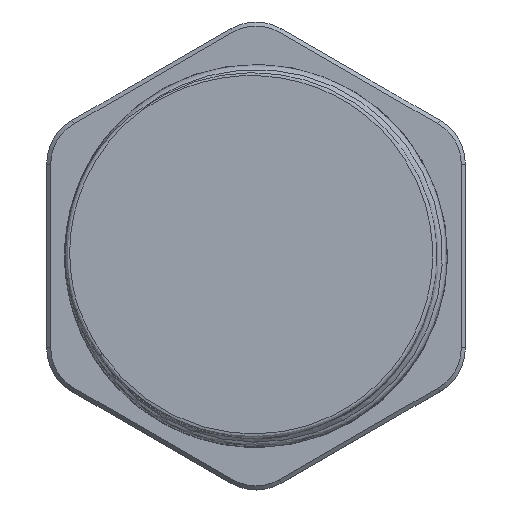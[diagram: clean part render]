
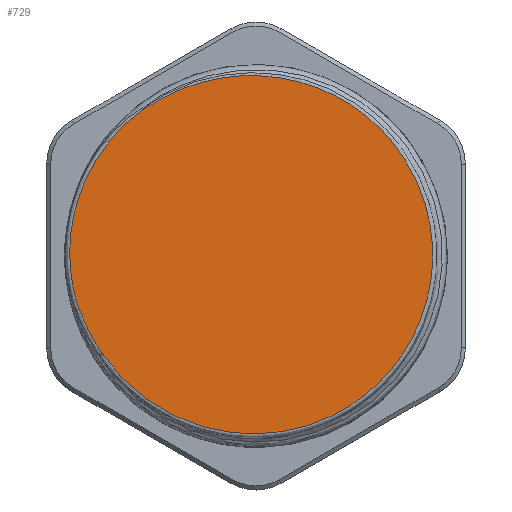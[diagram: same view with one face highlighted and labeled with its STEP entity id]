
A CAD part, top view. The second image highlights one B-rep face of the part: STEP entity #729.
In plain terms, the highlighted planar face has unit normal (0, 0, 1).
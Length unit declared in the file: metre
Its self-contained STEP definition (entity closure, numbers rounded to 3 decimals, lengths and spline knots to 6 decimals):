
#40=B_SPLINE_CURVE_WITH_KNOTS('',3,(#1239,#1240,#1241,#1242,#1243,#1244,
#1245,#1246,#1247,#1248,#1249,#1250,#1251,#1252,#1253,#1254,#1255,#1256,
#1257,#1258,#1259,#1260,#1261,#1262,#1263,#1264,#1265),.UNSPECIFIED.,.F.,
 .F.,(4,1,1,1,1,1,1,1,1,1,1,1,1,1,1,1,1,1,1,1,1,1,1,1,4),(0.,0.005331,
0.007997,0.010662,0.013328,0.015993,
0.018659,0.021324,0.026655,0.029321,
0.031987,0.034652,0.037318,0.039983,
0.042649,0.04798,0.050645,0.053311,
0.058642,0.061307,0.063973,0.069304,
0.074635,0.079966,0.085297),.UNSPECIFIED.);
#41=B_SPLINE_CURVE_WITH_KNOTS('',3,(#1268,#1269,#1270,#1271,#1272,#1273,
#1274,#1275,#1276),.UNSPECIFIED.,.F.,.F.,(4,1,1,1,1,1,4),(0.,0.002808,
0.005616,0.011231,0.016847,0.019655,
0.022463),.UNSPECIFIED.);
#42=B_SPLINE_CURVE_WITH_KNOTS('',3,(#1278,#1279,#1280,#1281),
 .UNSPECIFIED.,.F.,.F.,(4,4),(0.,0.005027),.UNSPECIFIED.);
#167=ORIENTED_EDGE('',*,*,#368,.T.);
#168=ORIENTED_EDGE('',*,*,#369,.T.);
#169=ORIENTED_EDGE('',*,*,#370,.T.);
#368=EDGE_CURVE('',#463,#464,#40,.T.);
#369=EDGE_CURVE('',#464,#465,#41,.T.);
#370=EDGE_CURVE('',#465,#463,#42,.T.);
#463=VERTEX_POINT('',#1266);
#464=VERTEX_POINT('',#1267);
#465=VERTEX_POINT('',#1277);
#607=EDGE_LOOP('',(#167,#168,#169));
#658=FACE_BOUND('',#607,.T.);
#700=PLANE('',#818);
#729=ADVANCED_FACE('',(#658),#700,.T.);
#818=AXIS2_PLACEMENT_3D('',#1238,#973,#974);
#973=DIRECTION('',(0.,0.,1.));
#974=DIRECTION('',(0.,-1.,0.));
#1238=CARTESIAN_POINT('',(0.,0.,0.013));
#1239=CARTESIAN_POINT('',(-0.015245,-0.009692,0.013));
#1240=CARTESIAN_POINT('',(-0.014233,-0.011159,0.013));
#1241=CARTESIAN_POINT('',(-0.012403,-0.013137,0.013));
#1242=CARTESIAN_POINT('',(-0.00952,-0.015149,0.013));
#1243=CARTESIAN_POINT('',(-0.00712,-0.01635,0.013));
#1244=CARTESIAN_POINT('',(-0.004621,-0.017173,0.013));
#1245=CARTESIAN_POINT('',(-0.001987,-0.01763,0.013));
#1246=CARTESIAN_POINT('',(0.000697,-0.017687,0.013));
#1247=CARTESIAN_POINT('',(0.004192,-0.017244,0.013));
#1248=CARTESIAN_POINT('',(0.007568,-0.016014,0.013));
#1249=CARTESIAN_POINT('',(0.010525,-0.014106,0.013));
#1250=CARTESIAN_POINT('',(0.012536,-0.012331,0.013));
#1251=CARTESIAN_POINT('',(0.014227,-0.010318,0.013));
#1252=CARTESIAN_POINT('',(0.015628,-0.008026,0.013));
#1253=CARTESIAN_POINT('',(0.016649,-0.005601,0.013));
#1254=CARTESIAN_POINT('',(0.017529,-0.002143,0.013));
#1255=CARTESIAN_POINT('',(0.017613,0.001406,0.013));
#1256=CARTESIAN_POINT('',(0.016902,0.004894,0.013));
#1257=CARTESIAN_POINT('',(0.0157,0.008198,0.013));
#1258=CARTESIAN_POINT('',(0.013722,0.011247,0.013));
#1259=CARTESIAN_POINT('',(0.011209,0.013694,0.013));
#1260=CARTESIAN_POINT('',(0.008313,0.015783,0.013));
#1261=CARTESIAN_POINT('',(0.004229,0.017515,0.013));
#1262=CARTESIAN_POINT('',(-0.001107,0.018114,0.013));
#1263=CARTESIAN_POINT('',(-0.006424,0.017143,0.013));
#1264=CARTESIAN_POINT('',(-0.009632,0.015538,0.013));
#1265=CARTESIAN_POINT('',(-0.011115,0.014548,0.013));
#1266=CARTESIAN_POINT('',(-0.015245,-0.009692,0.013));
#1267=CARTESIAN_POINT('',(-0.011115,0.014548,0.013));
#1268=CARTESIAN_POINT('',(-0.011115,0.014548,0.013));
#1269=CARTESIAN_POINT('',(-0.011893,0.014028,0.013));
#1270=CARTESIAN_POINT('',(-0.013328,0.012816,0.013));
#1271=CARTESIAN_POINT('',(-0.015751,0.009984,0.013));
#1272=CARTESIAN_POINT('',(-0.017876,0.005799,0.013));
#1273=CARTESIAN_POINT('',(-0.018611,0.001153,0.013));
#1274=CARTESIAN_POINT('',(-0.018316,-0.002529,0.013));
#1275=CARTESIAN_POINT('',(-0.017867,-0.004358,0.013));
#1276=CARTESIAN_POINT('',(-0.017543,-0.005237,0.013));
#1277=CARTESIAN_POINT('',(-0.017543,-0.005237,0.013));
#1278=CARTESIAN_POINT('',(-0.017543,-0.005237,0.013));
#1279=CARTESIAN_POINT('',(-0.016962,-0.006809,0.013));
#1280=CARTESIAN_POINT('',(-0.016197,-0.008312,0.013));
#1281=CARTESIAN_POINT('',(-0.015245,-0.009692,0.013));
